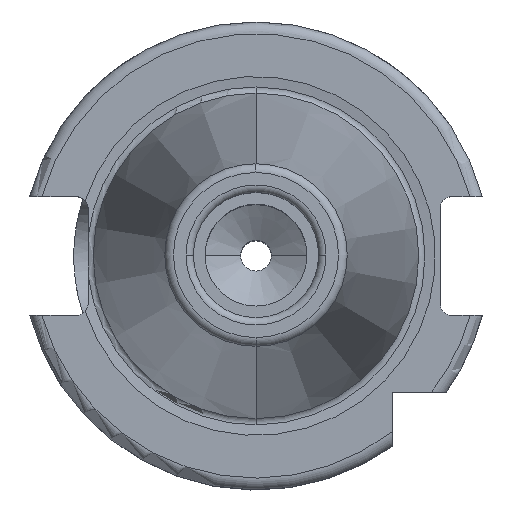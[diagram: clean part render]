
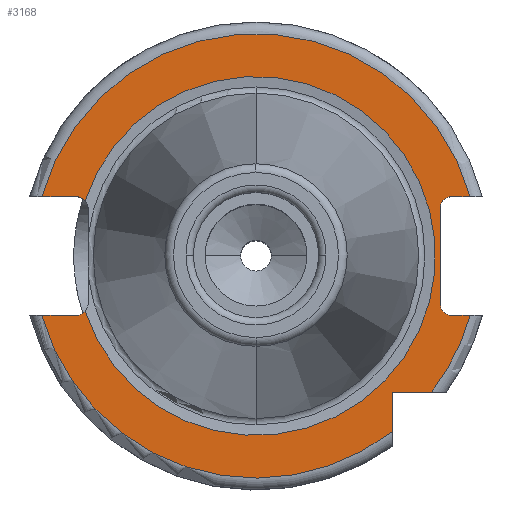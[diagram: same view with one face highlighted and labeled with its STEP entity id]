
A CAD part, top view. The second image highlights one B-rep face of the part: STEP entity #3168.
In plain terms, the highlighted face is planar.
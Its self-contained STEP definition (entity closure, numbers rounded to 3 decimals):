
#110=CARTESIAN_POINT('',(-26.6,6.45,3.2));
#111=DIRECTION('',(0.,0.,1.));
#112=DIRECTION('',(1.,0.,0.));
#113=AXIS2_PLACEMENT_3D('',#110,#111,#112);
#781=DIRECTION('',(0.,1.,0.));
#782=VECTOR('',#781,12.9);
#783=CARTESIAN_POINT('',(-25.,-6.45,3.2));
#784=LINE('',#783,#782);
#788=DIRECTION('',(1.,0.,0.));
#789=VECTOR('',#788,2.481);
#790=CARTESIAN_POINT('',(-29.081,-8.05,3.2));
#791=LINE('',#790,#789);
#795=DIRECTION('',(-1.,0.,0.));
#796=VECTOR('',#795,5.339);
#797=CARTESIAN_POINT('',(-18.5,-18.5,3.2));
#798=LINE('',#797,#796);
#802=DIRECTION('',(0.,1.,0.));
#803=VECTOR('',#802,5.339);
#804=CARTESIAN_POINT('',(-18.5,-23.839,3.2));
#805=LINE('',#804,#803);
#809=DIRECTION('',(-1.,0.,0.));
#810=VECTOR('',#809,4.681);
#811=CARTESIAN_POINT('',(29.081,-8.05,3.2));
#812=LINE('',#811,#810);
#816=DIRECTION('',(-1.,0.,0.));
#817=VECTOR('',#816,4.681);
#818=CARTESIAN_POINT('',(29.081,8.05,3.2));
#819=LINE('',#818,#817);
#823=DIRECTION('',(1.,0.,0.));
#824=VECTOR('',#823,2.481);
#825=CARTESIAN_POINT('',(-29.081,8.05,3.2));
#826=LINE('',#825,#824);
#852=CARTESIAN_POINT('',(-26.6,-6.45,3.2));
#853=DIRECTION('',(0.,0.,1.));
#854=DIRECTION('',(0.,-1.,0.));
#855=AXIS2_PLACEMENT_3D('',#852,#853,#854);
#1035=CARTESIAN_POINT('',(23.189,-7.496,3.2));
#1040=CARTESIAN_POINT('',(24.4,-6.45,3.2));
#1041=DIRECTION('',(0.,0.,1.));
#1042=DIRECTION('',(-0.757,-0.654,0.));
#1043=AXIS2_PLACEMENT_3D('',#1040,#1041,#1042);
#1112=CARTESIAN_POINT('',(24.4,6.45,3.2));
#1113=DIRECTION('',(0.,0.,1.));
#1114=DIRECTION('',(0.,1.,0.));
#1115=AXIS2_PLACEMENT_3D('',#1112,#1113,#1114);
#1147=CARTESIAN_POINT('',(0.,0.,3.2));
#1148=DIRECTION('',(0.,0.,1.));
#1149=DIRECTION('',(0.952,0.308,0.));
#1150=AXIS2_PLACEMENT_3D('',#1147,#1148,#1149);
#2060=CARTESIAN_POINT('',(-29.081,8.05,3.2));
#2072=CARTESIAN_POINT('',(0.,0.,3.2));
#2073=DIRECTION('',(0.,0.,-1.));
#2074=DIRECTION('',(-0.964,0.267,0.));
#2075=AXIS2_PLACEMENT_3D('',#2072,#2073,#2074);
#2087=CARTESIAN_POINT('',(29.081,8.05,3.2));
#2120=CARTESIAN_POINT('',(29.081,-8.05,3.2));
#2132=CARTESIAN_POINT('',(0.,0.,3.2));
#2133=DIRECTION('',(0.,0.,-1.));
#2134=DIRECTION('',(0.964,-0.267,0.));
#2135=AXIS2_PLACEMENT_3D('',#2132,#2133,#2134);
#2152=CARTESIAN_POINT('',(0.,0.,3.2));
#2153=DIRECTION('',(0.,0.,-1.));
#2154=DIRECTION('',(-0.79,-0.613,0.));
#2155=AXIS2_PLACEMENT_3D('',#2152,#2153,#2154);
#2167=CARTESIAN_POINT('',(-29.081,-8.05,3.2));
#2362=VERTEX_POINT('',#2120);
#2363=VERTEX_POINT('',#2087);
#2408=VERTEX_POINT('',#2060);
#2409=VERTEX_POINT('',#2167);
#2434=CARTESIAN_POINT('',(-18.5,-23.839,3.2));
#2435=CARTESIAN_POINT('',(-18.5,-18.5,3.2));
#2436=VERTEX_POINT('',#2434);
#2437=VERTEX_POINT('',#2435);
#2438=CARTESIAN_POINT('',(-23.839,-18.5,3.2));
#2439=VERTEX_POINT('',#2438);
#2486=CARTESIAN_POINT('',(-25.,6.45,3.2));
#2488=VERTEX_POINT('',#2486);
#2490=CARTESIAN_POINT('',(-26.6,8.05,3.2));
#2492=VERTEX_POINT('',#2490);
#2495=CARTESIAN_POINT('',(-25.,-6.45,3.2));
#2497=VERTEX_POINT('',#2495);
#2499=CARTESIAN_POINT('',(-26.6,-8.05,3.2));
#2501=VERTEX_POINT('',#2499);
#2536=CARTESIAN_POINT('',(24.4,8.05,3.2));
#2537=VERTEX_POINT('',#2536);
#2538=CARTESIAN_POINT('',(24.4,-8.05,3.2));
#2539=VERTEX_POINT('',#2538);
#2544=CARTESIAN_POINT('',(23.189,7.496,3.2));
#2545=VERTEX_POINT('',#2544);
#2546=VERTEX_POINT('',#1035);
#3136=CARTESIAN_POINT('',(0.,0.,3.2));
#3137=DIRECTION('',(0.,0.,-1.));
#3138=DIRECTION('',(0.,-1.,0.));
#3139=AXIS2_PLACEMENT_3D('',#3136,#3137,#3138);
#3140=PLANE('',#3139);
#3141=ORIENTED_EDGE('',*,*,#2658,.F.);
#3143=ORIENTED_EDGE('',*,*,#3142,.F.);
#3145=ORIENTED_EDGE('',*,*,#3144,.F.);
#3147=ORIENTED_EDGE('',*,*,#3146,.F.);
#3149=ORIENTED_EDGE('',*,*,#3148,.F.);
#3150=ORIENTED_EDGE('',*,*,#3115,.F.);
#3152=ORIENTED_EDGE('',*,*,#3151,.F.);
#3154=ORIENTED_EDGE('',*,*,#3153,.T.);
#3156=ORIENTED_EDGE('',*,*,#3155,.F.);
#3158=ORIENTED_EDGE('',*,*,#3157,.F.);
#3160=ORIENTED_EDGE('',*,*,#3159,.F.);
#3161=ORIENTED_EDGE('',*,*,#2759,.F.);
#3163=ORIENTED_EDGE('',*,*,#3162,.F.);
#3164=ORIENTED_EDGE('',*,*,#2602,.T.);
#3165=ORIENTED_EDGE('',*,*,#2637,.F.);
#3166=EDGE_LOOP('',(#3141,#3143,#3145,#3147,#3149,#3150,#3152,#3154,#3156,#3158,
#3160,#3161,#3163,#3164,#3165));
#3167=FACE_OUTER_BOUND('',#3166,.F.);
#3168=ADVANCED_FACE('',(#3167),#3140,.T.);
#114=CIRCLE('',#113,1.6);
#856=CIRCLE('',#855,1.6);
#1044=CIRCLE('',#1043,1.6);
#1116=CIRCLE('',#1115,1.6);
#1151=CIRCLE('',#1150,24.371);
#2076=CIRCLE('',#2075,30.175);
#2136=CIRCLE('',#2135,30.175);
#2156=CIRCLE('',#2155,30.175);
#2602=EDGE_CURVE('',#2408,#2492,#826,.T.);
#2637=EDGE_CURVE('',#2488,#2492,#114,.T.);
#2658=EDGE_CURVE('',#2497,#2488,#784,.T.);
#2759=EDGE_CURVE('',#2363,#2537,#819,.T.);
#3115=EDGE_CURVE('',#2436,#2437,#805,.T.);
#3142=EDGE_CURVE('',#2501,#2497,#856,.T.);
#3144=EDGE_CURVE('',#2409,#2501,#791,.T.);
#3146=EDGE_CURVE('',#2439,#2409,#2156,.T.);
#3148=EDGE_CURVE('',#2437,#2439,#798,.T.);
#3151=EDGE_CURVE('',#2362,#2436,#2136,.T.);
#3153=EDGE_CURVE('',#2362,#2539,#812,.T.);
#3155=EDGE_CURVE('',#2546,#2539,#1044,.T.);
#3157=EDGE_CURVE('',#2545,#2546,#1151,.T.);
#3159=EDGE_CURVE('',#2537,#2545,#1116,.T.);
#3162=EDGE_CURVE('',#2408,#2363,#2076,.T.);
